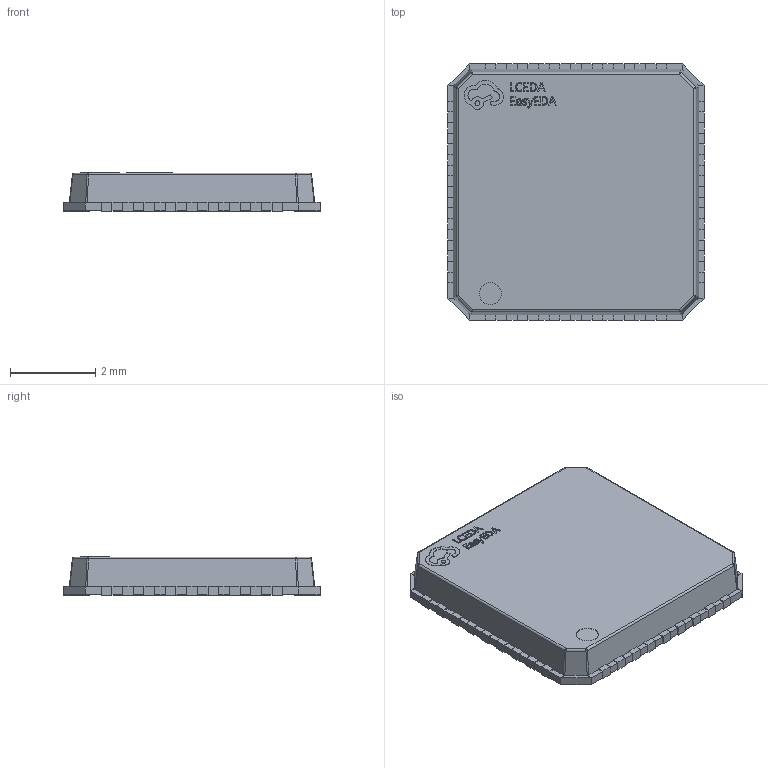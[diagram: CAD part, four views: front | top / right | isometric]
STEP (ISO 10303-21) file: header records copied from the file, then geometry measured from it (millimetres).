
FILE_DESCRIPTION (( 'STEP AP214' ), '1' );
FILE_NAME ('TQFN-36_L6.0-W6.0-P0.50-BL-EP3.7.STEP', '2022-06-19T07:48:11', ( '' ), ( '' ), 'SwSTEP 2.0', 'SolidWorks 2020', '' );
FILE_SCHEMA (( 'AUTOMOTIVE_DESIGN' ));
Length unit declared in the file: millimetre
Products named in the file (1): TQFN-36_L6.0-W6.0-P0.50-BL-EP3.7
Bounding box: 6.02 x 6.02 x 0.91 mm (x, y, z)
Volume: 29.2 mm3; surface area: 90.8 mm2
Topology: 1 solids, 1 shells, 670 faces, 1885 edges, 1238 vertices
Faces by surface type: plane 474, bspline 98, cylinder 90, sphere 8
Entity records: 29269 total; most frequent: CARTESIAN_POINT 5124, ORIENTED_EDGE 3770, DIRECTION 2995, EDGE_CURVE 1885, VECTOR 1505, LINE 1505, VERTEX_POINT 1238, AXIS2_PLACEMENT_3D 745
